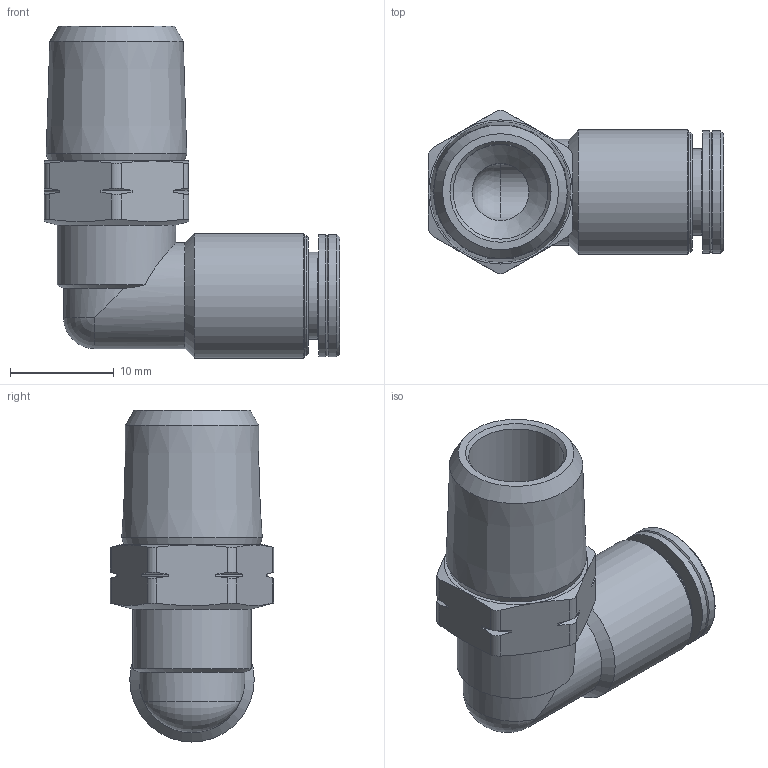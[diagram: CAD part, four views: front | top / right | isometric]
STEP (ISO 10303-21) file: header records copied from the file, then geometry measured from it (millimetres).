
FILE_DESCRIPTION(/* description */ ('STEP AP214'),/* implementation_level */ '2;1');
FILE_NAME(/* name */ '565328_CRQSL-1_4-1_4-U',/* time_stamp */ '2024-08-08T21:34:21+02:00',/* author */ ('License CC BY-ND 4.0'),/* organization */ ('CADENAS'),/* preprocessor_version */ 'ST-DEVELOPER v19.3',/* originating_system */ 'PARTsolutions',/* authorisation */ ' ');
FILE_SCHEMA (('AUTOMOTIVE_DESIGN {1 0 10303 214 3 1 1}'));
Length unit declared in the file: millimetre
Products named in the file (1): 565328 CRQSL-1/4-1/4-U
Bounding box: 28.45 x 15.72 x 32 mm (x, y, z)
Volume: 3712 mm3; surface area: 3168.1 mm2
Topology: 1 solids, 1 shells, 78 faces, 195 edges, 121 vertices
Faces by surface type: cone 32, cylinder 30, plane 13, torus 2, sphere 1
Full cylindrical faces by diameter (mm): 5.5 x2, 6.35 x1, 8.35 x1, 9.144 x1, 10.2 x1, 11.4 x1, 11.6 x1, 11.8 x2, 12 x1
Entity records: 2221 total; most frequent: CARTESIAN_POINT 575, ORIENTED_EDGE 322, DIRECTION 306, EDGE_CURVE 161, AXIS2_PLACEMENT_3D 135, VERTEX_POINT 115, EDGE_LOOP 110, FACE_BOUND 110
